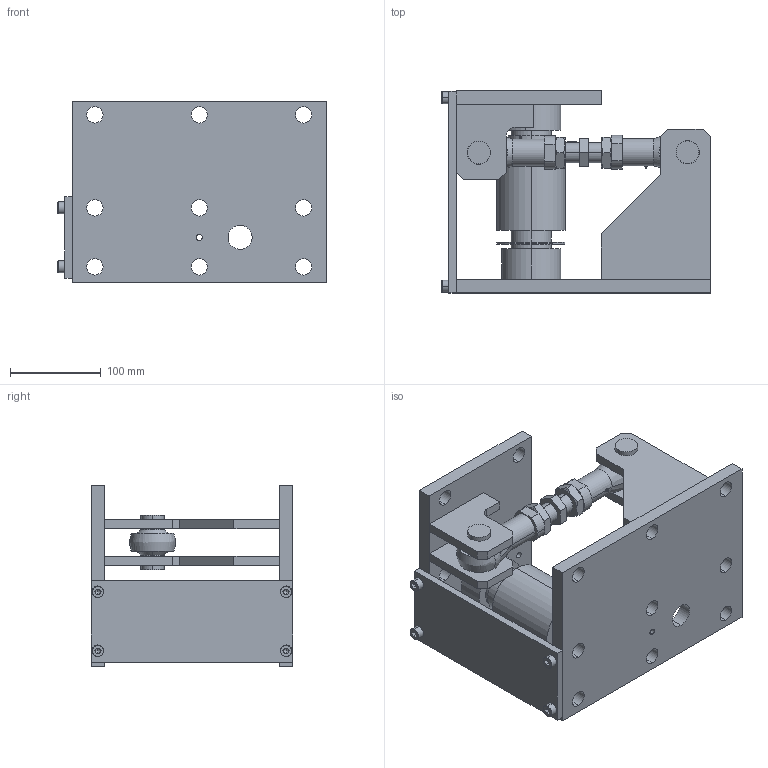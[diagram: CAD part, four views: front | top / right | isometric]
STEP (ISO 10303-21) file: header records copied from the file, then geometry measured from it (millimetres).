
FILE_DESCRIPTION (( 'STEP AP203' ), '1' );
FILE_NAME ('GW-20t.STEP', '2020-09-11T05:39:42', ( '' ), ( '' ), 'SwSTEP 2.0', 'SolidWorks 2016', '' );
FILE_SCHEMA (( 'CONFIG_CONTROL_DESIGN' ));
Length unit declared in the file: millimetre
Products named in the file (13): GW-10-50t備笭耀輸-9; hex thin nuts-grades ab-chamfered gb_GB_FASTENER_NUT_STNAB  B M22-N; GW-10-50t備笭耀輸-7; GW-10-50t備笭耀輸-5; GW-10-50t備笭耀輸-4; GW-20t; socket head cap screw_iso_ISO 4762 M8 x 12 - 12N; GW-10-50t備笭耀輸-2; LCC430; JBCL22; GW-10-50t備笭耀輸-6; GW-10-50t備笭耀輸-1; GW-10-50t備笭耀輸-3
Assembly tree (21 placements, depth 2):
  GW-20t
    GW-10-50t備笭耀輸-1
    GW-10-50t備笭耀輸-2
    LCC430
    GW-10-50t備笭耀輸-3  x2
    GW-10-50t備笭耀輸-4  x2
    GW-10-50t備笭耀輸-5  x2
    JBCL22  x2
    GW-10-50t備笭耀輸-6
    hex thin nuts-grades ab-chamfered gb_GB_FASTENER_NUT_STNAB  B M22-N  x2
    GW-10-50t備笭耀輸-7  x2
    GW-10-50t備笭耀輸-9
    socket head cap screw_iso_ISO 4762 M8 x 12 - 12N  x4
Bounding box: 296 x 222.5 x 200 mm (x, y, z)
Volume: 2716094.8 mm3; surface area: 490783.8 mm2
Topology: 23 solids, 23 shells, 416 faces, 962 edges, 600 vertices
Faces by surface type: plane 186, cylinder 140, cone 60, torus 18, bspline 8, sphere 4
Entity records: 9106 total; most frequent: CARTESIAN_POINT 1702, DIRECTION 1303, ORIENTED_EDGE 1110, EDGE_CURVE 555, AXIS2_PLACEMENT_3D 516, VERTEX_POINT 359, EDGE_LOOP 308, VECTOR 271
